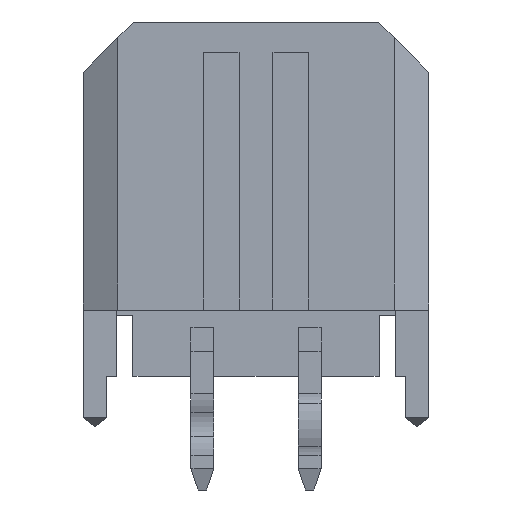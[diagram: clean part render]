
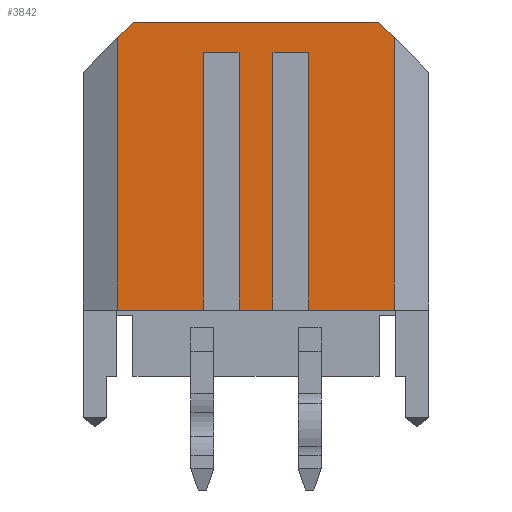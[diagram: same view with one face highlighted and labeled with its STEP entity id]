
A CAD part, front view. The second image highlights one B-rep face of the part: STEP entity #3842.
In plain terms, the highlighted planar face has unit normal (0, -1, 0).
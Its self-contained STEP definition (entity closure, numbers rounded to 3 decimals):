
#189=FACE_OUTER_BOUND('',#390,.T.);
#390=EDGE_LOOP('',(#3008,#3009,#3010,#3011,#3012,#3013,#3014,#3015,#3016,
#3017,#3018,#3019,#3020,#3021));
#504=LINE('',#5205,#997);
#838=LINE('',#5882,#1331);
#841=LINE('',#5888,#1334);
#842=LINE('',#5890,#1335);
#843=LINE('',#5892,#1336);
#844=LINE('',#5893,#1337);
#845=LINE('',#5894,#1338);
#846=LINE('',#5896,#1339);
#847=LINE('',#5898,#1340);
#848=LINE('',#5900,#1341);
#849=LINE('',#5902,#1342);
#850=LINE('',#5904,#1343);
#851=LINE('',#5906,#1344);
#852=LINE('',#5907,#1345);
#997=VECTOR('',#4233,6.85);
#1331=VECTOR('',#4819,7.61);
#1334=VECTOR('',#4824,7.2);
#1335=VECTOR('',#4825,1.);
#1336=VECTOR('',#4826,7.2);
#1337=VECTOR('',#4827,2.39);
#1338=VECTOR('',#4828,0.622);
#1339=VECTOR('',#4829,0.622);
#1340=VECTOR('',#4830,7.61);
#1341=VECTOR('',#4831,2.39);
#1342=VECTOR('',#4832,7.2);
#1343=VECTOR('',#4833,1.);
#1344=VECTOR('',#4834,7.2);
#1345=VECTOR('',#4835,0.95);
#1490=VERTEX_POINT('',#5202);
#1491=VERTEX_POINT('',#5204);
#1707=VERTEX_POINT('',#5880);
#1708=VERTEX_POINT('',#5881);
#1709=VERTEX_POINT('',#5886);
#1710=VERTEX_POINT('',#5887);
#1711=VERTEX_POINT('',#5889);
#1712=VERTEX_POINT('',#5891);
#1713=VERTEX_POINT('',#5895);
#1714=VERTEX_POINT('',#5897);
#1715=VERTEX_POINT('',#5899);
#1716=VERTEX_POINT('',#5901);
#1717=VERTEX_POINT('',#5903);
#1718=VERTEX_POINT('',#5905);
#1828=EDGE_CURVE('',#1490,#1491,#504,.T.);
#2168=EDGE_CURVE('',#1707,#1708,#838,.T.);
#2171=EDGE_CURVE('',#1709,#1710,#841,.T.);
#2172=EDGE_CURVE('',#1711,#1710,#842,.T.);
#2173=EDGE_CURVE('',#1712,#1711,#843,.T.);
#2174=EDGE_CURVE('',#1708,#1712,#844,.T.);
#2175=EDGE_CURVE('',#1707,#1491,#845,.T.);
#2176=EDGE_CURVE('',#1490,#1713,#846,.T.);
#2177=EDGE_CURVE('',#1714,#1713,#847,.T.);
#2178=EDGE_CURVE('',#1715,#1714,#848,.T.);
#2179=EDGE_CURVE('',#1715,#1716,#849,.T.);
#2180=EDGE_CURVE('',#1717,#1716,#850,.T.);
#2181=EDGE_CURVE('',#1718,#1717,#851,.T.);
#2182=EDGE_CURVE('',#1709,#1718,#852,.T.);
#3008=ORIENTED_EDGE('',*,*,#2171,.T.);
#3009=ORIENTED_EDGE('',*,*,#2172,.F.);
#3010=ORIENTED_EDGE('',*,*,#2173,.F.);
#3011=ORIENTED_EDGE('',*,*,#2174,.F.);
#3012=ORIENTED_EDGE('',*,*,#2168,.F.);
#3013=ORIENTED_EDGE('',*,*,#2175,.T.);
#3014=ORIENTED_EDGE('',*,*,#1828,.F.);
#3015=ORIENTED_EDGE('',*,*,#2176,.T.);
#3016=ORIENTED_EDGE('',*,*,#2177,.F.);
#3017=ORIENTED_EDGE('',*,*,#2178,.F.);
#3018=ORIENTED_EDGE('',*,*,#2179,.T.);
#3019=ORIENTED_EDGE('',*,*,#2180,.F.);
#3020=ORIENTED_EDGE('',*,*,#2181,.F.);
#3021=ORIENTED_EDGE('',*,*,#2182,.F.);
#3455=PLANE('',#4071);
#3842=ADVANCED_FACE('',(#189),#3455,.T.);
#4071=AXIS2_PLACEMENT_3D('',#5885,#4822,#4823);
#4233=DIRECTION('',(1.,0.,0.));
#4819=DIRECTION('',(0.,0.,-1.));
#4822=DIRECTION('center_axis',(0.,-1.,0.));
#4823=DIRECTION('ref_axis',(0.,0.,-1.));
#4824=DIRECTION('',(0.,0.,1.));
#4825=DIRECTION('',(-1.,0.,0.));
#4826=DIRECTION('',(0.,0.,1.));
#4827=DIRECTION('',(-1.,0.,0.));
#4828=DIRECTION('',(-0.707,0.,0.707));
#4829=DIRECTION('',(-0.707,0.,-0.707));
#4830=DIRECTION('',(0.,0.,1.));
#4831=DIRECTION('',(-1.,0.,0.));
#4832=DIRECTION('',(0.,0.,1.));
#4833=DIRECTION('',(-1.,0.,0.));
#4834=DIRECTION('',(0.,0.,1.));
#4835=DIRECTION('',(-1.,0.,0.));
#5202=CARTESIAN_POINT('',(-3.425,-1.93,4.95));
#5204=CARTESIAN_POINT('',(3.425,-1.93,4.95));
#5205=CARTESIAN_POINT('',(-3.425,-1.93,4.95));
#5880=CARTESIAN_POINT('',(3.865,-1.93,4.51));
#5881=CARTESIAN_POINT('',(3.865,-1.93,-3.1));
#5882=CARTESIAN_POINT('',(3.865,-1.93,4.51));
#5885=CARTESIAN_POINT('Origin',(-4.825,-1.93,4.95));
#5886=CARTESIAN_POINT('',(0.475,-1.93,-3.1));
#5887=CARTESIAN_POINT('',(0.475,-1.93,4.1));
#5888=CARTESIAN_POINT('',(0.475,-1.93,-3.1));
#5889=CARTESIAN_POINT('',(1.475,-1.93,4.1));
#5890=CARTESIAN_POINT('',(1.475,-1.93,4.1));
#5891=CARTESIAN_POINT('',(1.475,-1.93,-3.1));
#5892=CARTESIAN_POINT('',(1.475,-1.93,-3.1));
#5893=CARTESIAN_POINT('',(3.865,-1.93,-3.1));
#5894=CARTESIAN_POINT('',(3.865,-1.93,4.51));
#5895=CARTESIAN_POINT('',(-3.865,-1.93,4.51));
#5896=CARTESIAN_POINT('',(-3.425,-1.93,4.95));
#5897=CARTESIAN_POINT('',(-3.865,-1.93,-3.1));
#5898=CARTESIAN_POINT('',(-3.865,-1.93,-3.1));
#5899=CARTESIAN_POINT('',(-1.475,-1.93,-3.1));
#5900=CARTESIAN_POINT('',(-1.475,-1.93,-3.1));
#5901=CARTESIAN_POINT('',(-1.475,-1.93,4.1));
#5902=CARTESIAN_POINT('',(-1.475,-1.93,-3.1));
#5903=CARTESIAN_POINT('',(-0.475,-1.93,4.1));
#5904=CARTESIAN_POINT('',(-0.475,-1.93,4.1));
#5905=CARTESIAN_POINT('',(-0.475,-1.93,-3.1));
#5906=CARTESIAN_POINT('',(-0.475,-1.93,-3.1));
#5907=CARTESIAN_POINT('',(0.475,-1.93,-3.1));
